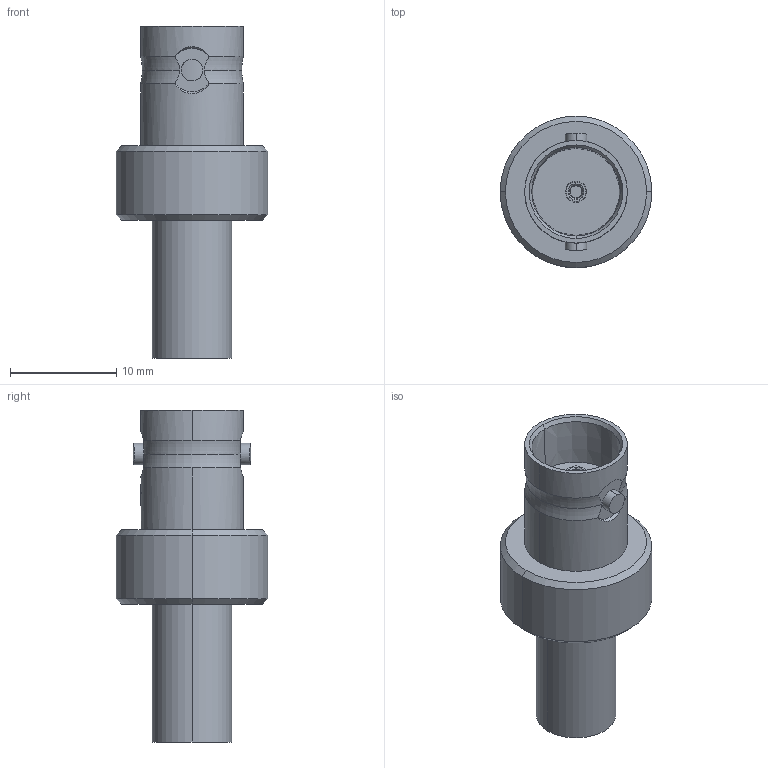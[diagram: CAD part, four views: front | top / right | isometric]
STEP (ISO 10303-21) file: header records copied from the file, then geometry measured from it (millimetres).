
FILE_DESCRIPTION (( 'STEP AP214' ), '1' );
FILE_NAME ('J01003A1369.STEP', '2018-11-12T15:24:49', ( '' ), ( '' ), 'SwSTEP 2.0', 'SolidWorks 2017', '' );
FILE_SCHEMA (( 'AUTOMOTIVE_DESIGN' ));
Length unit declared in the file: millimetre
Products named in the file (1): J01003A1369
Bounding box: 14.3 x 14.3 x 31.3 mm (x, y, z)
Volume: 1949.2 mm3; surface area: 1654.7 mm2
Topology: 1 solids, 1 shells, 118 faces, 287 edges, 187 vertices
Faces by surface type: plane 46, cylinder 36, cone 24, torus 12
Entity records: 4945 total; most frequent: CARTESIAN_POINT 961, ORIENTED_EDGE 574, DIRECTION 550, EDGE_CURVE 287, AXIS2_PLACEMENT_3D 222, VERTEX_POINT 187, EDGE_LOOP 134, ADVANCED_FACE 118
